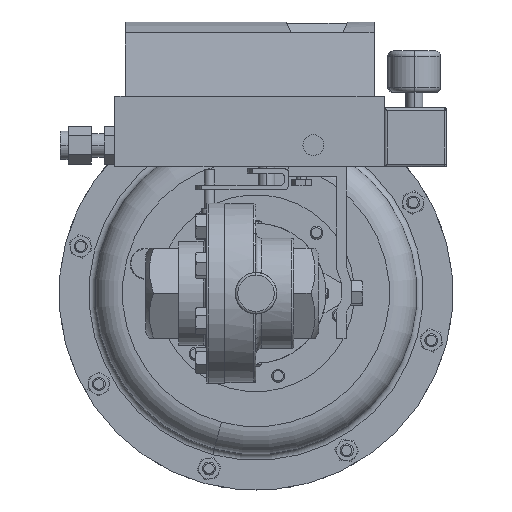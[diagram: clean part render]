
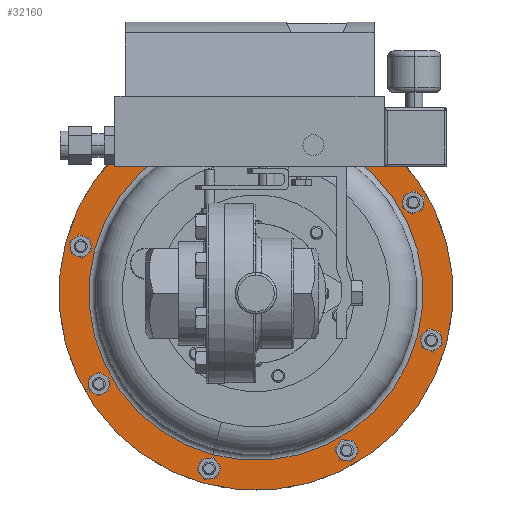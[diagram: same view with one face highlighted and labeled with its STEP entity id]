
A CAD part, front view. The second image highlights one B-rep face of the part: STEP entity #32160.
In plain terms, the highlighted planar face has unit normal (0, -1, 0).
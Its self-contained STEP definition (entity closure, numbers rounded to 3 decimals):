
#2680 = CIRCLE ( 'NONE', #23960, 4.029 ) ;
#3944 = AXIS2_PLACEMENT_3D ( 'NONE', #8874, #39725, #21258 ) ;
#5966 = EDGE_CURVE ( 'NONE', #27260, #40285, #31960, .T. ) ;
#8023 = VERTEX_POINT ( 'NONE', #33941 ) ;
#8587 = ORIENTED_EDGE ( 'NONE', *, *, #5966, .F. ) ;
#8609 = EDGE_CURVE ( 'NONE', #40285, #27260, #40224, .T. ) ;
#8874 = CARTESIAN_POINT ( 'NONE',  ( -2.305, 10.579, 5.103 ) ) ;
#8975 = CARTESIAN_POINT ( 'NONE',  ( 3.513, 10.579, 8.462 ) ) ;
#9717 = FACE_BOUND ( 'NONE', #10614, .T. ) ;
#10614 = EDGE_LOOP ( 'NONE', ( #16857, #28594 ) ) ;
#11505 = DIRECTION ( 'NONE',  ( -0.259, 0., -0.966 ) ) ;
#11675 = DIRECTION ( 'NONE',  ( 0., 1., 0. ) ) ;
#11765 = CARTESIAN_POINT ( 'NONE',  ( 2.283, 10.579, 3.874 ) ) ;
#13851 = CIRCLE ( 'NONE', #19710, 4.029 ) ;
#15128 = CARTESIAN_POINT ( 'NONE',  ( 2.283, 10.579, 3.874 ) ) ;
#15179 = DIRECTION ( 'NONE',  ( 0., 1., 0. ) ) ;
#15224 = DIRECTION ( 'NONE',  ( -0.259, 0., -0.966 ) ) ;
#15579 = EDGE_LOOP ( 'NONE', ( #8587, #33140 ) ) ;
#15732 = VERTEX_POINT ( 'NONE', #31542 ) ;
#15913 = EDGE_CURVE ( 'NONE', #15732, #8023, #13851, .T. ) ;
#16857 = ORIENTED_EDGE ( 'NONE', *, *, #15913, .T. ) ;
#19056 = EDGE_CURVE ( 'NONE', #8023, #15732, #2680, .T. ) ;
#19710 = AXIS2_PLACEMENT_3D ( 'NONE', #27993, #28068, #28116 ) ;
#21258 = DIRECTION ( 'NONE',  ( 0.259, 0., 0.966 ) ) ;
#23284 = CARTESIAN_POINT ( 'NONE',  ( 1.054, 10.579, -0.714 ) ) ;
#23960 = AXIS2_PLACEMENT_3D ( 'NONE', #26391, #39274, #26016 ) ;
#25083 = FACE_OUTER_BOUND ( 'NONE', #15579, .T. ) ;
#26016 = DIRECTION ( 'NONE',  ( -0.259, 0., -0.966 ) ) ;
#26391 = CARTESIAN_POINT ( 'NONE',  ( 2.283, 10.579, 3.874 ) ) ;
#27207 = AXIS2_PLACEMENT_3D ( 'NONE', #11765, #11675, #11505 ) ;
#27260 = VERTEX_POINT ( 'NONE', #23284 ) ;
#27993 = CARTESIAN_POINT ( 'NONE',  ( 2.283, 10.579, 3.874 ) ) ;
#28068 = DIRECTION ( 'NONE',  ( 0., 1., 0. ) ) ;
#28116 = DIRECTION ( 'NONE',  ( -0.259, 0., -0.966 ) ) ;
#28538 = AXIS2_PLACEMENT_3D ( 'NONE', #15128, #15179, #15224 ) ;
#28594 = ORIENTED_EDGE ( 'NONE', *, *, #19056, .T. ) ;
#30436 = PLANE ( 'NONE',  #3944 ) ;
#31542 = CARTESIAN_POINT ( 'NONE',  ( 1.24, 10.579, -0.018 ) ) ;
#31960 = CIRCLE ( 'NONE', #27207, 4.75 ) ;
#32160 = ADVANCED_FACE ( 'NONE', ( #9717, #25083 ), #30436, .T. ) ;
#33140 = ORIENTED_EDGE ( 'NONE', *, *, #8609, .F. ) ;
#33941 = CARTESIAN_POINT ( 'NONE',  ( 3.326, 10.579, 7.765 ) ) ;
#39274 = DIRECTION ( 'NONE',  ( 0., 1., 0. ) ) ;
#39725 = DIRECTION ( 'NONE',  ( 0., -1., 0. ) ) ;
#40224 = CIRCLE ( 'NONE', #28538, 4.75 ) ;
#40285 = VERTEX_POINT ( 'NONE', #8975 ) ;
